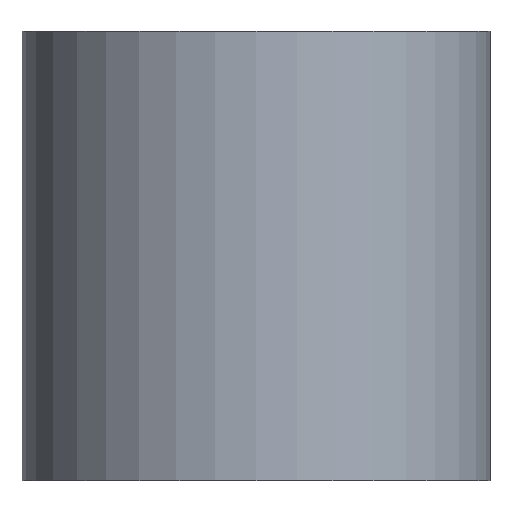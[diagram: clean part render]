
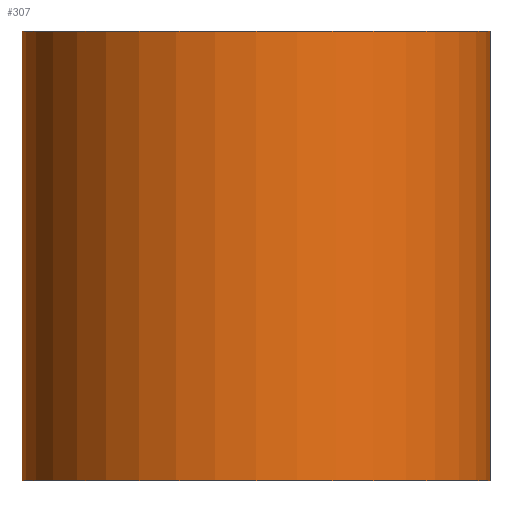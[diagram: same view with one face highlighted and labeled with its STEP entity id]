
A CAD part, front view. The second image highlights one B-rep face of the part: STEP entity #307.
In plain terms, the highlighted cylindrical face has radius 37.5 mm (diameter 75 mm), a partial arc.
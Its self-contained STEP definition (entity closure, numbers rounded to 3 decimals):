
#80 = ORIENTED_EDGE ( 'NONE', *, *, #523, .F. ) ;
#109 = DIRECTION ( 'NONE',  ( -1., 0., 0. ) ) ;
#123 = CIRCLE ( 'NONE', #859, 37.5 ) ;
#161 = AXIS2_PLACEMENT_3D ( 'NONE', #461, #376, #694 ) ;
#176 = VERTEX_POINT ( 'NONE', #848 ) ;
#190 = ORIENTED_EDGE ( 'NONE', *, *, #565, .T. ) ;
#196 = CIRCLE ( 'NONE', #161, 37.5 ) ;
#228 = DIRECTION ( 'NONE',  ( 0., 0., -1. ) ) ;
#261 = ORIENTED_EDGE ( 'NONE', *, *, #783, .T. ) ;
#273 = FACE_OUTER_BOUND ( 'NONE', #494, .T. ) ;
#307 = ADVANCED_FACE ( 'NONE', ( #273 ), #596, .T. ) ;
#320 = AXIS2_PLACEMENT_3D ( 'NONE', #920, #519, #109 ) ;
#325 = CARTESIAN_POINT ( 'NONE',  ( 0., 0., 0. ) ) ;
#376 = DIRECTION ( 'NONE',  ( 0., 0., 1. ) ) ;
#404 = CARTESIAN_POINT ( 'NONE',  ( 37.5, 0., 178.066 ) ) ;
#412 = EDGE_CURVE ( 'NONE', #176, #649, #196, .T. ) ;
#461 = CARTESIAN_POINT ( 'NONE',  ( 0., 0., 72. ) ) ;
#494 = EDGE_LOOP ( 'NONE', ( #80, #900, #261, #190 ) ) ;
#519 = DIRECTION ( 'NONE',  ( 0., 0., -1. ) ) ;
#523 = EDGE_CURVE ( 'NONE', #649, #990, #735, .T. ) ;
#552 = LINE ( 'NONE', #611, #878 ) ;
#565 = EDGE_CURVE ( 'NONE', #981, #990, #123, .T. ) ;
#596 = CYLINDRICAL_SURFACE ( 'NONE', #320, 37.5 ) ;
#599 = CARTESIAN_POINT ( 'NONE',  ( 37.5, 0., 72. ) ) ;
#611 = CARTESIAN_POINT ( 'NONE',  ( -37.5, 0., 178.066 ) ) ;
#642 = DIRECTION ( 'NONE',  ( 0., 0., 1. ) ) ;
#649 = VERTEX_POINT ( 'NONE', #599 ) ;
#694 = DIRECTION ( 'NONE',  ( 1., 0., 0. ) ) ;
#714 = CARTESIAN_POINT ( 'NONE',  ( -37.5, 0., 0. ) ) ;
#735 = LINE ( 'NONE', #404, #1043 ) ;
#783 = EDGE_CURVE ( 'NONE', #176, #981, #552, .T. ) ;
#812 = DIRECTION ( 'NONE',  ( 0., 0., -1. ) ) ;
#848 = CARTESIAN_POINT ( 'NONE',  ( -37.5, 0., 72. ) ) ;
#859 = AXIS2_PLACEMENT_3D ( 'NONE', #325, #642, #969 ) ;
#878 = VECTOR ( 'NONE', #228, 1000. ) ;
#900 = ORIENTED_EDGE ( 'NONE', *, *, #412, .F. ) ;
#920 = CARTESIAN_POINT ( 'NONE',  ( 0., 0., 178.066 ) ) ;
#964 = CARTESIAN_POINT ( 'NONE',  ( 37.5, 0., 0. ) ) ;
#969 = DIRECTION ( 'NONE',  ( 1., 0., 0. ) ) ;
#981 = VERTEX_POINT ( 'NONE', #714 ) ;
#990 = VERTEX_POINT ( 'NONE', #964 ) ;
#1043 = VECTOR ( 'NONE', #812, 1000. ) ;
